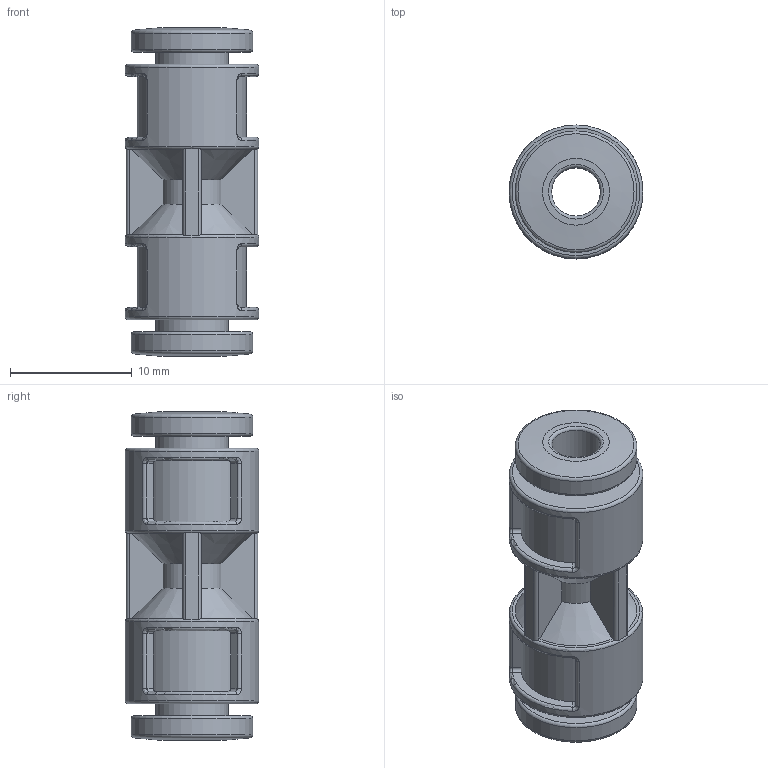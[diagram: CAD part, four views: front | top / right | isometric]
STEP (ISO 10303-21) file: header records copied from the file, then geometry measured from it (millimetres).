
FILE_DESCRIPTION(/* description */ (''),/* implementation_level */ '2;1');
FILE_NAME(/* name */ 'Bowden Coupler.stp',/* time_stamp */ '2024-10-30T13:17:19-04:00',/* author */ ('caylo'),/* organization */ (''),/* preprocessor_version */ 'ST-DEVELOPER v19.2',/* originating_system */ 'Autodesk Inventor 2023',/* authorisation */ '');
FILE_SCHEMA (('AUTOMOTIVE_DESIGN { 1 0 10303 214 3 1 1 }'));
Length unit declared in the file: millimetre
Products named in the file (1): Bowden Coupler
Bounding box: 11 x 11 x 27 mm (x, y, z)
Volume: 1541.2 mm3; surface area: 1693.7 mm2
Topology: 1 solids, 1 shells, 135 faces, 338 edges, 211 vertices
Faces by surface type: cylinder 49, plane 42, torus 18, bspline 16, cone 10
Full cylindrical faces by diameter (mm): 4 x3, 6 x2, 10 x2, 11 x2
Entity records: 5131 total; most frequent: CARTESIAN_POINT 1815, ORIENTED_EDGE 676, DIRECTION 627, EDGE_CURVE 338, AXIS2_PLACEMENT_3D 259, VERTEX_POINT 211, EDGE_LOOP 143, CIRCLE 139
